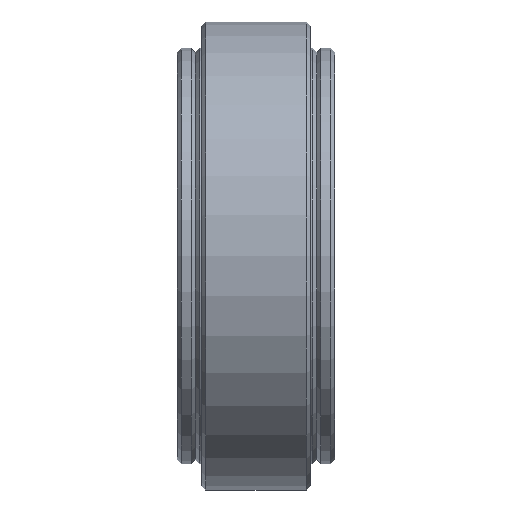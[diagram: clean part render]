
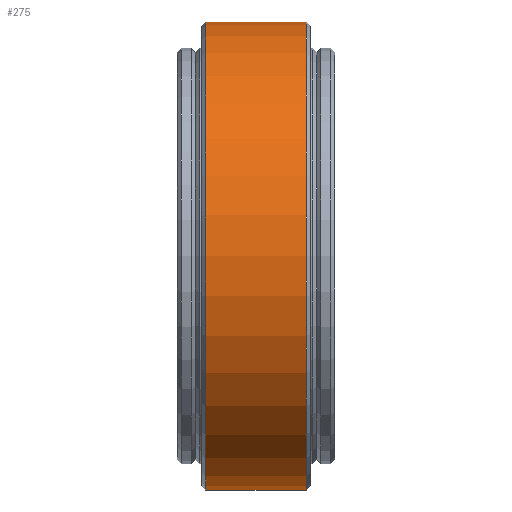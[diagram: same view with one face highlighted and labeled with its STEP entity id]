
A CAD part, top view. The second image highlights one B-rep face of the part: STEP entity #275.
In plain terms, the highlighted cylindrical face has radius 58 mm (diameter 116 mm), a full revolution.
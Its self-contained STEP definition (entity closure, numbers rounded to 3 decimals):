
#275 = ADVANCED_FACE( '', ( #540, #541 ), #542, .T. );
#540 = FACE_OUTER_BOUND( '', #900, .T. );
#541 = FACE_OUTER_BOUND( '', #901, .T. );
#542 = CYLINDRICAL_SURFACE( '', #902, 58. );
#900 = EDGE_LOOP( '', ( #1331 ) );
#901 = EDGE_LOOP( '', ( #1332 ) );
#902 = AXIS2_PLACEMENT_3D( '', #1333, #1334, #1335 );
#1331 = ORIENTED_EDGE( '', *, *, #1581, .T. );
#1332 = ORIENTED_EDGE( '', *, *, #1679, .T. );
#1333 = CARTESIAN_POINT( '', ( -60., 0., 0. ) );
#1334 = DIRECTION( '', ( 1., 0., 0. ) );
#1335 = DIRECTION( '', ( 0., 0., 1. ) );
#1581 = EDGE_CURVE( '', #1804, #1804, #1805, .T. );
#1679 = EDGE_CURVE( '', #1954, #1954, #1955, .F. );
#1804 = VERTEX_POINT( '', #2101 );
#1805 = CIRCLE( '', #2102, 58. );
#1954 = VERTEX_POINT( '', #2337 );
#1955 = CIRCLE( '', #2338, 58. );
#2101 = CARTESIAN_POINT( '', ( 27.5, 0., 58. ) );
#2102 = AXIS2_PLACEMENT_3D( '', #2487, #2488, #2489 );
#2337 = CARTESIAN_POINT( '', ( 2.5, 0., 58. ) );
#2338 = AXIS2_PLACEMENT_3D( '', #2616, #2617, #2618 );
#2487 = CARTESIAN_POINT( '', ( 27.5, 0., 0. ) );
#2488 = DIRECTION( '', ( -1., 0., 0. ) );
#2489 = DIRECTION( '', ( 0., 0., 1. ) );
#2616 = CARTESIAN_POINT( '', ( 2.5, 0., 0. ) );
#2617 = DIRECTION( '', ( -1., 0., 0. ) );
#2618 = DIRECTION( '', ( 0., 0., 1. ) );
